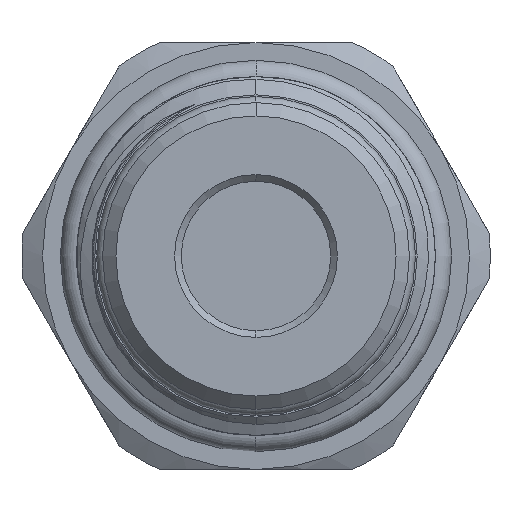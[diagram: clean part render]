
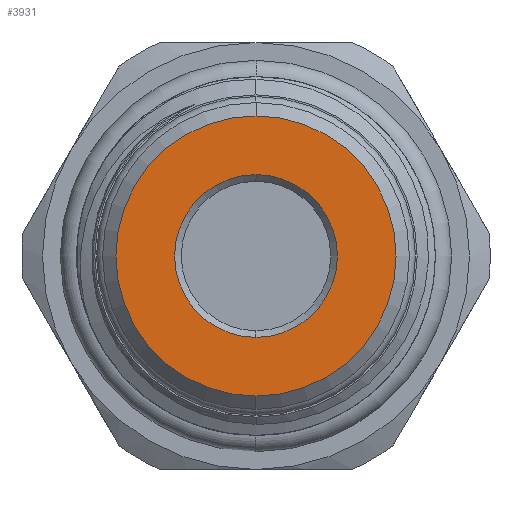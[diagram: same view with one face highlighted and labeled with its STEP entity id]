
A CAD part, left-side view. The second image highlights one B-rep face of the part: STEP entity #3931.
In plain terms, the highlighted planar face has unit normal (-1, 0, 0).
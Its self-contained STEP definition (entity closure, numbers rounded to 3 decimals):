
#142 = CIRCLE ( 'NONE', #1759, 10.5 ) ;
#204 = DIRECTION ( 'NONE',  ( 0., 0., 1. ) ) ;
#714 = CIRCLE ( 'NONE', #973, 6.1 ) ;
#973 = AXIS2_PLACEMENT_3D ( 'NONE', #3142, #3273, #204 ) ;
#1216 = DIRECTION ( 'NONE',  ( 0., 0., 1. ) ) ;
#1572 = EDGE_CURVE ( 'NONE', #9758, #8699, #142, .T. ) ;
#1731 = FACE_BOUND ( 'NONE', #8217, .T. ) ;
#1759 = AXIS2_PLACEMENT_3D ( 'NONE', #3264, #10525, #9877 ) ;
#2457 = ORIENTED_EDGE ( 'NONE', *, *, #1572, .T. ) ;
#2531 = DIRECTION ( 'NONE',  ( 1., 0., 0. ) ) ;
#2952 = VERTEX_POINT ( 'NONE', #10679 ) ;
#3142 = CARTESIAN_POINT ( 'NONE',  ( -46.35, 0., 0. ) ) ;
#3264 = CARTESIAN_POINT ( 'NONE',  ( -46.35, 0., 0. ) ) ;
#3273 = DIRECTION ( 'NONE',  ( 1., 0., 0. ) ) ;
#3414 = AXIS2_PLACEMENT_3D ( 'NONE', #7134, #2531, #11757 ) ;
#3931 = ADVANCED_FACE ( 'NONE', ( #9192, #1731 ), #13302, .F. ) ;
#4050 = AXIS2_PLACEMENT_3D ( 'NONE', #4755, #9910, #12012 ) ;
#4323 = EDGE_CURVE ( 'NONE', #2952, #7882, #4814, .T. ) ;
#4755 = CARTESIAN_POINT ( 'NONE',  ( -46.35, 0., 0. ) ) ;
#4814 = CIRCLE ( 'NONE', #11613, 6.1 ) ;
#5258 = CARTESIAN_POINT ( 'NONE',  ( -46.35, 0., 10.5 ) ) ;
#5395 = CIRCLE ( 'NONE', #4050, 10.5 ) ;
#5416 = CARTESIAN_POINT ( 'NONE',  ( -46.35, 0., 0. ) ) ;
#5846 = ORIENTED_EDGE ( 'NONE', *, *, #4323, .T. ) ;
#6123 = ORIENTED_EDGE ( 'NONE', *, *, #9610, .T. ) ;
#6383 = ORIENTED_EDGE ( 'NONE', *, *, #12839, .T. ) ;
#7134 = CARTESIAN_POINT ( 'NONE',  ( -46.35, 0., 0. ) ) ;
#7611 = EDGE_LOOP ( 'NONE', ( #6383, #2457 ) ) ;
#7882 = VERTEX_POINT ( 'NONE', #11979 ) ;
#8217 = EDGE_LOOP ( 'NONE', ( #6123, #5846 ) ) ;
#8699 = VERTEX_POINT ( 'NONE', #5258 ) ;
#9192 = FACE_OUTER_BOUND ( 'NONE', #7611, .T. ) ;
#9610 = EDGE_CURVE ( 'NONE', #7882, #2952, #714, .T. ) ;
#9758 = VERTEX_POINT ( 'NONE', #10806 ) ;
#9877 = DIRECTION ( 'NONE',  ( 0., 0., 1. ) ) ;
#9910 = DIRECTION ( 'NONE',  ( -1., 0., 0. ) ) ;
#10525 = DIRECTION ( 'NONE',  ( -1., 0., 0. ) ) ;
#10528 = DIRECTION ( 'NONE',  ( 1., 0., 0. ) ) ;
#10679 = CARTESIAN_POINT ( 'NONE',  ( -46.35, 0., 6.1 ) ) ;
#10806 = CARTESIAN_POINT ( 'NONE',  ( -46.35, 0., -10.5 ) ) ;
#11613 = AXIS2_PLACEMENT_3D ( 'NONE', #5416, #10528, #1216 ) ;
#11757 = DIRECTION ( 'NONE',  ( 0., 0., 1. ) ) ;
#11979 = CARTESIAN_POINT ( 'NONE',  ( -46.35, 0., -6.1 ) ) ;
#12012 = DIRECTION ( 'NONE',  ( 0., 0., 1. ) ) ;
#12839 = EDGE_CURVE ( 'NONE', #8699, #9758, #5395, .T. ) ;
#13302 = PLANE ( 'NONE',  #3414 ) ;
